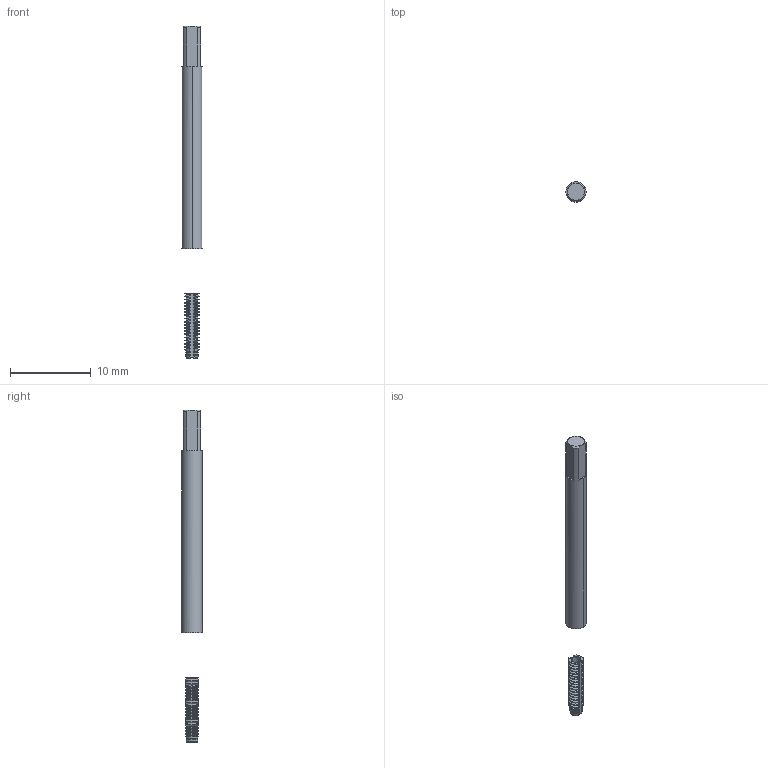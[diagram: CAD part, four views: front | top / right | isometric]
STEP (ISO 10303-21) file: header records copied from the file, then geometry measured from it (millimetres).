
FILE_DESCRIPTION(('no description'),'unknown implementation level');
FILE_NAME('solid4zV5HNkh6qlgSz62Xp4x3s97WgU_1.STP',' ',('CIM GmbH Aachen'),('CADClick - KiM GmbH - www.kimweb.de'),'unknown preprocess','ACIS','unknown authorization');
FILE_SCHEMA(('automotive_design'));
Length unit declared in the file: millimetre
Products named in the file (2): 1; 2
Bounding box: 2.5 x 2.5 x 41 mm (x, y, z)
Volume: 137.7 mm3; surface area: 320.1 mm2
Topology: 2 solids, 2 shells, 326 faces, 881 edges, 558 vertices
Faces by surface type: cone 178, cylinder 132, plane 16
Entity records: 21334 total; most frequent: CARTESIAN_POINT 3394, STYLED_ITEM 1767, PRESENTATION_STYLE_ASSIGNMENT 1767, COLOUR_RGB 1767, ORIENTED_EDGE 1762, DIRECTION 1699, EDGE_CURVE 881, CURVE_STYLE 881
